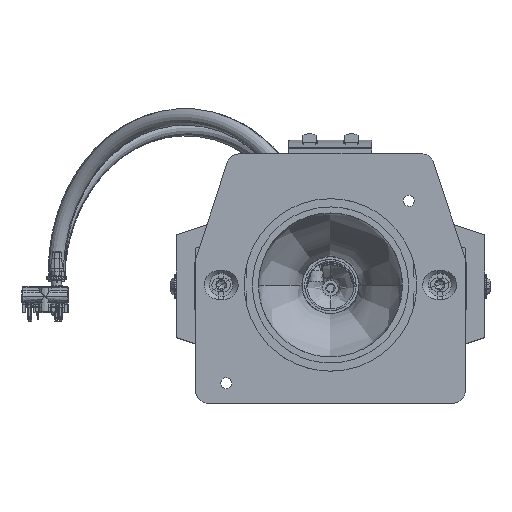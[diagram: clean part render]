
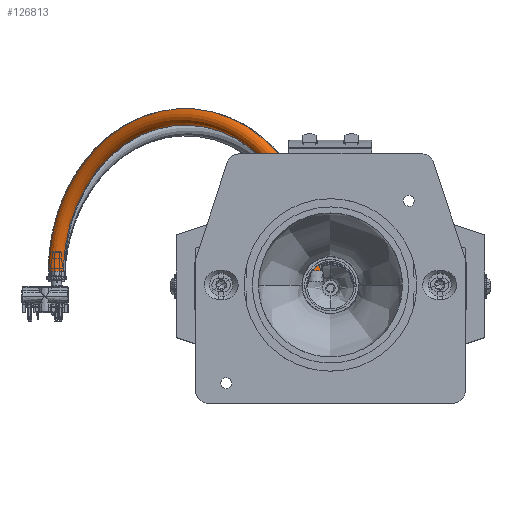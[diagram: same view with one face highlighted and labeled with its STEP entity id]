
A CAD part, top view. The second image highlights one B-rep face of the part: STEP entity #126813.
In plain terms, the highlighted free-form (B-spline) face has degree [2, 2] with [5, 5] control points.
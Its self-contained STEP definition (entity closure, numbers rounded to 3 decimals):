
#126813 = ADVANCED_FACE('',(#126814),#126856,.T.);
#126814 = FACE_BOUND('',#126815,.T.);
#126815 = EDGE_LOOP('',(#126816,#126828,#126838,#126848));
#126816 = ORIENTED_EDGE('',*,*,#126817,.F.);
#126817 = EDGE_CURVE('',#126818,#126820,#126822,.T.);
#126818 = VERTEX_POINT('',#126819);
#126819 = CARTESIAN_POINT('',(-3.643,5.334,
    79.047));
#126820 = VERTEX_POINT('',#126821);
#126821 = CARTESIAN_POINT('',(-8.573,5.334,
    75.758));
#126822 = ( BOUNDED_CURVE() B_SPLINE_CURVE(2,(#126823,#126824,#126825,
#126826,#126827),.UNSPECIFIED.,.F.,.F.) B_SPLINE_CURVE_WITH_KNOTS((3,2,3
    ),(4.712,6.283,7.854),
.PIECEWISE_BEZIER_KNOTS.) CURVE() GEOMETRIC_REPRESENTATION_ITEM() 
RATIONAL_B_SPLINE_CURVE((1.,0.707,1.,0.707,1.)) 
REPRESENTATION_ITEM('') );
#126823 = CARTESIAN_POINT('',(-3.643,5.334,
    79.047));
#126824 = CARTESIAN_POINT('',(-5.288,5.334,
    81.512));
#126825 = CARTESIAN_POINT('',(-7.753,5.334,
    79.868));
#126826 = CARTESIAN_POINT('',(-10.218,5.334,
    78.223));
#126827 = CARTESIAN_POINT('',(-8.573,5.334,
    75.758));
#126828 = ORIENTED_EDGE('',*,*,#126829,.T.);
#126829 = EDGE_CURVE('',#126818,#126830,#126832,.T.);
#126830 = VERTEX_POINT('',#126831);
#126831 = CARTESIAN_POINT('',(-99.589,5.334,
    15.041));
#126832 = ( BOUNDED_CURVE() B_SPLINE_CURVE(2,(#126833,#126834,#126835,
#126836,#126837),.UNSPECIFIED.,.F.,.F.) B_SPLINE_CURVE_WITH_KNOTS((3,2,3
),(0.,1.571,3.142),.PIECEWISE_BEZIER_KNOTS.) CURVE() 
GEOMETRIC_REPRESENTATION_ITEM() RATIONAL_B_SPLINE_CURVE((1.,
0.707,1.,0.707,1.)) REPRESENTATION_ITEM('') );
#126833 = CARTESIAN_POINT('',(-3.643,5.334,
    79.047));
#126834 = CARTESIAN_POINT('',(-3.643,63.002,
    79.047));
#126835 = CARTESIAN_POINT('',(-51.616,63.002,
    47.044));
#126836 = CARTESIAN_POINT('',(-99.589,63.002,
    15.041));
#126837 = CARTESIAN_POINT('',(-99.589,5.334,
    15.041));
#126838 = ORIENTED_EDGE('',*,*,#126839,.T.);
#126839 = EDGE_CURVE('',#126830,#126840,#126842,.T.);
#126840 = VERTEX_POINT('',#126841);
#126841 = CARTESIAN_POINT('',(-94.659,5.334,
    18.329));
#126842 = ( BOUNDED_CURVE() B_SPLINE_CURVE(2,(#126843,#126844,#126845,
#126846,#126847),.UNSPECIFIED.,.F.,.F.) B_SPLINE_CURVE_WITH_KNOTS((3,2,3
    ),(4.712,6.283,7.854),
.PIECEWISE_BEZIER_KNOTS.) CURVE() GEOMETRIC_REPRESENTATION_ITEM() 
RATIONAL_B_SPLINE_CURVE((1.,0.707,1.,0.707,1.)) 
REPRESENTATION_ITEM('') );
#126843 = CARTESIAN_POINT('',(-99.589,5.334,
    15.041));
#126844 = CARTESIAN_POINT('',(-101.234,5.334,17.506
    ));
#126845 = CARTESIAN_POINT('',(-98.769,5.334,
    19.15));
#126846 = CARTESIAN_POINT('',(-96.304,5.334,
    20.794));
#126847 = CARTESIAN_POINT('',(-94.659,5.334,
    18.329));
#126848 = ORIENTED_EDGE('',*,*,#126849,.F.);
#126849 = EDGE_CURVE('',#126820,#126840,#126850,.T.);
#126850 = ( BOUNDED_CURVE() B_SPLINE_CURVE(2,(#126851,#126852,#126853,
#126854,#126855),.UNSPECIFIED.,.F.,.F.) B_SPLINE_CURVE_WITH_KNOTS((3,2,3
),(0.,1.571,3.142),.PIECEWISE_BEZIER_KNOTS.) CURVE() 
GEOMETRIC_REPRESENTATION_ITEM() RATIONAL_B_SPLINE_CURVE((1.,
0.707,1.,0.707,1.)) REPRESENTATION_ITEM('') );
#126851 = CARTESIAN_POINT('',(-8.573,5.334,
    75.758));
#126852 = CARTESIAN_POINT('',(-8.573,57.076,
    75.758));
#126853 = CARTESIAN_POINT('',(-51.616,57.076,
    47.044));
#126854 = CARTESIAN_POINT('',(-94.659,57.076,
    18.329));
#126855 = CARTESIAN_POINT('',(-94.659,5.334,
    18.329));
#126856 = ( BOUNDED_SURFACE() B_SPLINE_SURFACE(2,2,(
    (#126857,#126858,#126859,#126860,#126861)
    ,(#126862,#126863,#126864,#126865,#126866)
    ,(#126867,#126868,#126869,#126870,#126871)
    ,(#126872,#126873,#126874,#126875,#126876)
    ,(#126877,#126878,#126879,#126880,#126881
)),.UNSPECIFIED.,.F.,.F.,.F.) B_SPLINE_SURFACE_WITH_KNOTS((3,2,3),(3,2,3
    ),(0.,1.571,3.142),(0.,1.571,3.142
),.PIECEWISE_BEZIER_KNOTS.) GEOMETRIC_REPRESENTATION_ITEM() 
RATIONAL_B_SPLINE_SURFACE((
    (1.,0.707,1.,0.707,1.)
    ,(0.707,0.5,0.707,0.5,0.707)
    ,(1.,0.707,1.,0.707,1.)
    ,(0.707,0.5,0.707,0.5,0.707)
,(1.,0.707,1.,0.707,1.
))) REPRESENTATION_ITEM('') SURFACE() );
#126857 = CARTESIAN_POINT('',(-3.643,5.334,
    79.047));
#126858 = CARTESIAN_POINT('',(-5.288,5.334,
    81.512));
#126859 = CARTESIAN_POINT('',(-7.753,5.334,
    79.868));
#126860 = CARTESIAN_POINT('',(-10.218,5.334,
    78.223));
#126861 = CARTESIAN_POINT('',(-8.573,5.334,
    75.758));
#126862 = CARTESIAN_POINT('',(-3.643,63.002,
    79.047));
#126863 = CARTESIAN_POINT('',(-5.288,63.002,
    81.512));
#126864 = CARTESIAN_POINT('',(-7.753,60.039,
    79.868));
#126865 = CARTESIAN_POINT('',(-10.218,57.076,
    78.223));
#126866 = CARTESIAN_POINT('',(-8.573,57.076,
    75.758));
#126867 = CARTESIAN_POINT('',(-51.616,63.002,
    47.044));
#126868 = CARTESIAN_POINT('',(-53.261,63.002,
    49.509));
#126869 = CARTESIAN_POINT('',(-53.261,60.039,
    49.509));
#126870 = CARTESIAN_POINT('',(-53.261,57.076,
    49.509));
#126871 = CARTESIAN_POINT('',(-51.616,57.076,
    47.044));
#126872 = CARTESIAN_POINT('',(-99.589,63.002,
    15.041));
#126873 = CARTESIAN_POINT('',(-101.234,63.002,
    17.506));
#126874 = CARTESIAN_POINT('',(-98.769,60.039,
    19.15));
#126875 = CARTESIAN_POINT('',(-96.304,57.076,
    20.794));
#126876 = CARTESIAN_POINT('',(-94.659,57.076,
    18.329));
#126877 = CARTESIAN_POINT('',(-99.589,5.334,
    15.041));
#126878 = CARTESIAN_POINT('',(-101.234,5.334,17.506
    ));
#126879 = CARTESIAN_POINT('',(-98.769,5.334,
    19.15));
#126880 = CARTESIAN_POINT('',(-96.304,5.334,
    20.794));
#126881 = CARTESIAN_POINT('',(-94.659,5.334,
    18.329));
